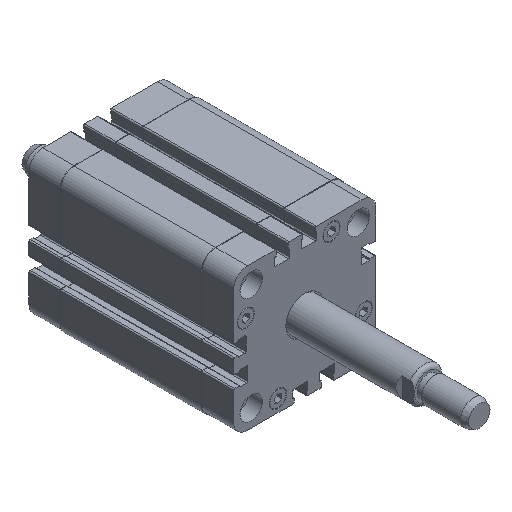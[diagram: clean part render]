
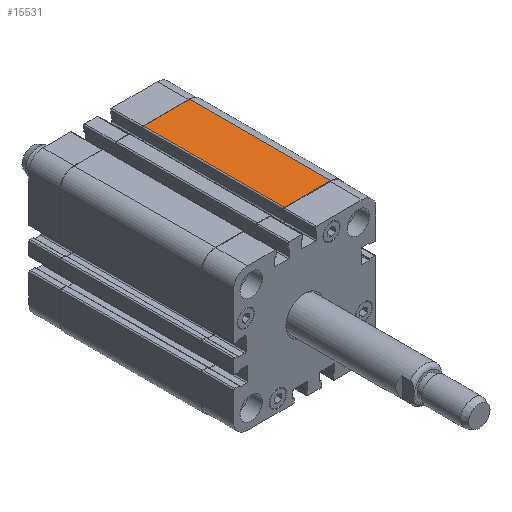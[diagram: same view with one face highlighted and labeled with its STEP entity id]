
A CAD part, isometric view. The second image highlights one B-rep face of the part: STEP entity #15531.
In plain terms, the highlighted planar face has unit normal (0, 0, 1).
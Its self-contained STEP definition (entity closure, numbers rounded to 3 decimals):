
#8682=CARTESIAN_POINT('',(5.25,33.0,33.5));
#8683=VERTEX_POINT('',#8682);
#8691=CARTESIAN_POINT('',(27.,33.0,33.5));
#8692=VERTEX_POINT('',#8691);
#8693=CARTESIAN_POINT('',(27.,33.0,33.5));
#8694=DIRECTION('',(-1.0,0.0,0.0));
#8695=VECTOR('',#8694,21.75);
#8696=LINE('',#8693,#8695);
#8697=EDGE_CURVE('',#8692,#8683,#8696,.T.);
#12517=CARTESIAN_POINT('',(27.,-33.0,33.5));
#12518=VERTEX_POINT('',#12517);
#12526=CARTESIAN_POINT('',(5.25,-33.0,33.5));
#12527=VERTEX_POINT('',#12526);
#12528=CARTESIAN_POINT('',(5.25,-33.0,33.5));
#12529=DIRECTION('',(1.0,0.0,0.0));
#12530=VECTOR('',#12529,21.75);
#12531=LINE('',#12528,#12530);
#12532=EDGE_CURVE('',#12527,#12518,#12531,.T.);
#15504=CARTESIAN_POINT('',(27.,33.0,33.5));
#15505=DIRECTION('',(0.0,-1.0,0.0));
#15506=VECTOR('',#15505,66.0);
#15507=LINE('',#15504,#15506);
#15508=EDGE_CURVE('',#8692,#12518,#15507,.T.);
#15515=CARTESIAN_POINT('',(27.,0.0,33.5));
#15516=DIRECTION('',(0.0,0.0,1.0));
#15517=DIRECTION('',(1.0,0.0,0.0));
#15518=AXIS2_PLACEMENT_3D('',#15515,#15516,#15517);
#15519=PLANE('',#15518);
#15520=ORIENTED_EDGE('',*,*,#8697,.T.);
#15521=CARTESIAN_POINT('',(5.25,33.0,33.5));
#15522=DIRECTION('',(0.0,-1.0,0.0));
#15523=VECTOR('',#15522,66.0);
#15524=LINE('',#15521,#15523);
#15525=EDGE_CURVE('',#8683,#12527,#15524,.T.);
#15526=ORIENTED_EDGE('',*,*,#15525,.T.);
#15527=ORIENTED_EDGE('',*,*,#12532,.T.);
#15528=ORIENTED_EDGE('',*,*,#15508,.F.);
#15529=EDGE_LOOP('',(#15520,#15526,#15527,#15528));
#15530=FACE_OUTER_BOUND('',#15529,.T.);
#15531=ADVANCED_FACE('',(#15530),#15519,.T.);
